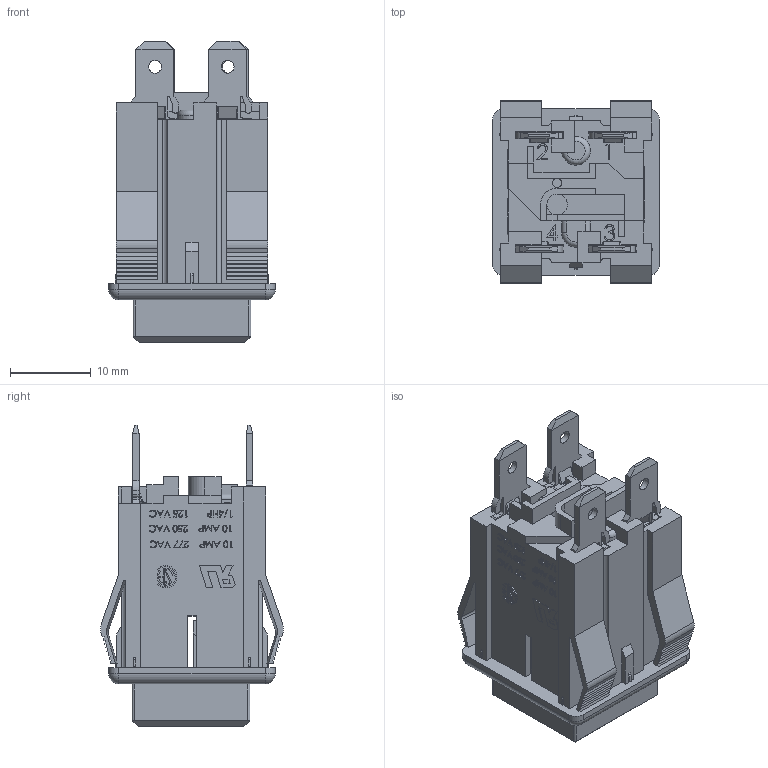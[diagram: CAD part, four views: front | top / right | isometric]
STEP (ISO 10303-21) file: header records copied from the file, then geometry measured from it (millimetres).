
FILE_DESCRIPTION(/* description */ (''),/* implementation_level */ '2;1');
FILE_NAME(/* name */ 'QLA Assembly Model.stp',/* time_stamp */ '2023-02-21T15:36:57-05:00',/* author */ ('dwiltbank'),/* organization */ (''),/* preprocessor_version */ 'ST-DEVELOPER v18.1',/* originating_system */ 'Autodesk Inventor 2022',/* authorisation */ '');
FILE_SCHEMA (('AUTOMOTIVE_DESIGN { 1 0 10303 214 3 1 1 }'));
Products named in the file (1): QLA Assembly_Simplify_1
Bounding box: 20.62 x 22.67 x 37.34 mm (x, y, z)
Volume: 3574.4 mm3; surface area: 7241.2 mm2
Topology: 2 solids, 2 shells, 1444 faces, 3960 edges, 2578 vertices
Faces by surface type: plane 990, cylinder 211, bspline 207, sphere 20, cone 10, torus 6
Full cylindrical faces by diameter (mm): 1.092 x1, 1.143 x1, 1.575 x4, 2.54 x6, 2.794 x2, 6.274 x1, 7.264 x1
Entity records: 58625 total; most frequent: CARTESIAN_POINT 21502, ORIENTED_EDGE 7880, DIRECTION 6486, EDGE_CURVE 3940, LINE 3034, VECTOR 3034, VERTEX_POINT 2578, AXIS2_PLACEMENT_3D 1726
